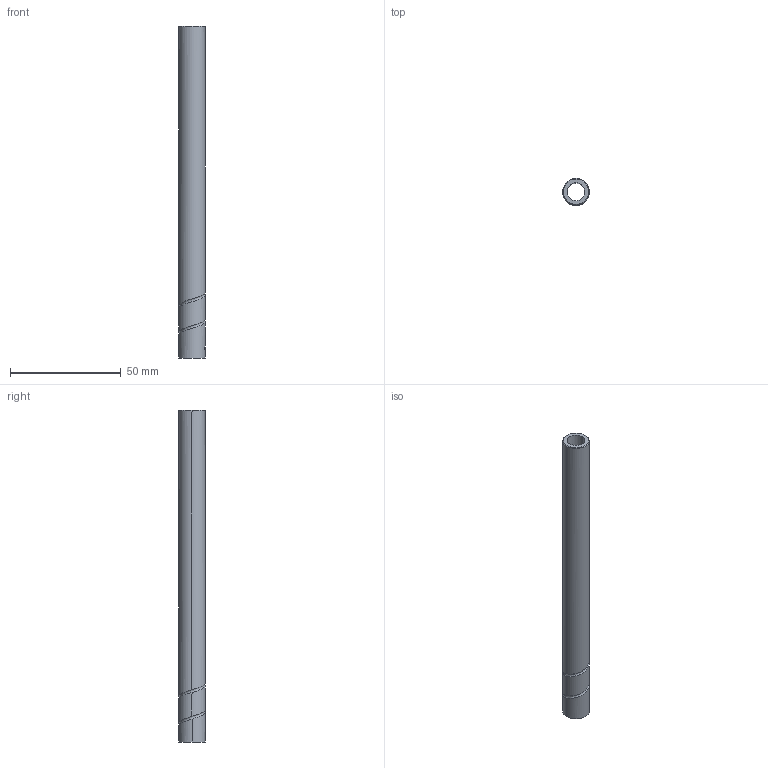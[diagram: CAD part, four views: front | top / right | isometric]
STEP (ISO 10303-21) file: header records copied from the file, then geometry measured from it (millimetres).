
FILE_DESCRIPTION (( 'STEP AP203' ), '1' );
FILE_NAME ('VS080120-150.STEP', '2012-09-04T16:20:58', ( 'dis05' ), ( '' ), 'SwSTEP 2.0', 'SolidWorks 2010', '' );
FILE_SCHEMA (( 'CONFIG_CONTROL_DESIGN' ));
Length unit declared in the file: millimetre
Products named in the file (1): VS080120-150
Bounding box: 12.01 x 12 x 150 mm (x, y, z)
Volume: 9387.7 mm3; surface area: 9569.2 mm2
Topology: 1 solids, 1 shells, 15 faces, 38 edges, 25 vertices
Faces by surface type: cylinder 8, bspline 3, cone 2, plane 2
Entity records: 1355 total; most frequent: CARTESIAN_POINT 933, ORIENTED_EDGE 76, DIRECTION 65, EDGE_CURVE 38, AXIS2_PLACEMENT_3D 27, VERTEX_POINT 25, EDGE_LOOP 17, ADVANCED_FACE 15
